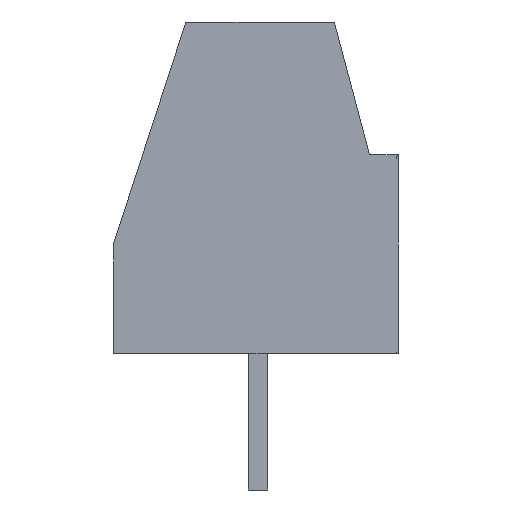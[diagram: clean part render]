
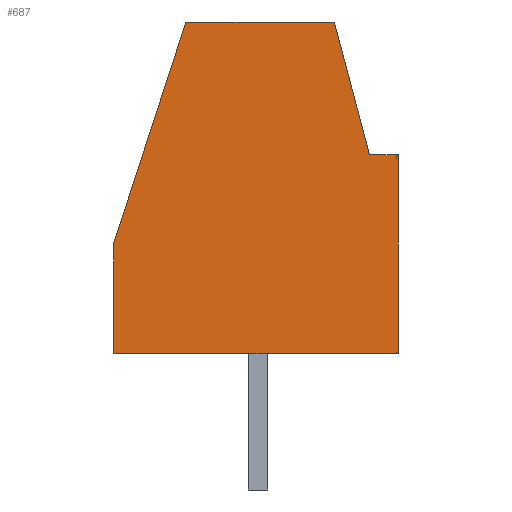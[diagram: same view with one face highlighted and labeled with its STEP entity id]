
A CAD part, left-side view. The second image highlights one B-rep face of the part: STEP entity #687.
In plain terms, the highlighted planar face has unit normal (-1, 0, 0).
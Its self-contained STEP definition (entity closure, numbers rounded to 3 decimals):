
#13=DIRECTION('',(0.,0.,1.));
#21=EDGE_CURVE('',#22,#24,#26,.T.);
#22=VERTEX_POINT('',#23);
#23=CARTESIAN_POINT('',(-1.905,-3.6,0.));
#24=VERTEX_POINT('',#25);
#25=CARTESIAN_POINT('',(-1.905,3.7,0.));
#26=LINE('',#23,#27);
#27=VECTOR('',#28,1.);
#28=DIRECTION('',(0.,1.,0.));
#35=DIRECTION('',(1.,0.,0.));
#385=VECTOR('',#386,1.);
#386=DIRECTION('',(0.,-1.,0.));
#687=ADVANCED_FACE('',(#688),#728,.F.);
#688=FACE_BOUND('',#689,.F.);
#689=EDGE_LOOP('',(#690,#697,#703,#704,#710,#717,#723));
#690=ORIENTED_EDGE('',*,*,#691,.T.);
#691=EDGE_CURVE('',#692,#694,#696,.T.);
#692=VERTEX_POINT('',#693);
#693=CARTESIAN_POINT('',(-1.905,-2.86,5.1));
#694=VERTEX_POINT('',#695);
#695=CARTESIAN_POINT('',(-1.905,-3.6,5.1));
#696=LINE('',#693,#385);
#697=ORIENTED_EDGE('',*,*,#698,.T.);
#698=EDGE_CURVE('',#694,#22,#699,.T.);
#699=LINE('',#700,#701);
#700=CARTESIAN_POINT('',(-1.905,-3.6,8.5));
#701=VECTOR('',#702,1.);
#702=DIRECTION('',(0.,0.,-1.));
#703=ORIENTED_EDGE('',*,*,#21,.T.);
#704=ORIENTED_EDGE('',*,*,#705,.T.);
#705=EDGE_CURVE('',#24,#706,#708,.T.);
#706=VERTEX_POINT('',#707);
#707=CARTESIAN_POINT('',(-1.905,3.7,2.81));
#708=LINE('',#25,#709);
#709=VECTOR('',#13,1.);
#710=ORIENTED_EDGE('',*,*,#711,.F.);
#711=EDGE_CURVE('',#712,#706,#714,.T.);
#712=VERTEX_POINT('',#713);
#713=CARTESIAN_POINT('',(-1.905,1.85,8.5));
#714=LINE('',#713,#715);
#715=VECTOR('',#716,1.);
#716=DIRECTION('',(0.,0.309,-0.951));
#717=ORIENTED_EDGE('',*,*,#718,.T.);
#718=EDGE_CURVE('',#712,#719,#721,.T.);
#719=VERTEX_POINT('',#720);
#720=CARTESIAN_POINT('',(-1.905,-1.96,8.5));
#721=LINE('',#722,#385);
#722=CARTESIAN_POINT('',(-1.905,3.7,8.5));
#723=ORIENTED_EDGE('',*,*,#724,.T.);
#724=EDGE_CURVE('',#719,#692,#725,.T.);
#725=LINE('',#720,#726);
#726=VECTOR('',#727,1.);
#727=DIRECTION('',(0.,-0.256,-0.967));
#728=PLANE('',#729);
#729=AXIS2_PLACEMENT_3D('',#730,#35,#731);
#730=CARTESIAN_POINT('',(-1.905,0.05,4.25));
#731=DIRECTION('',(-0.,0.,1.));
